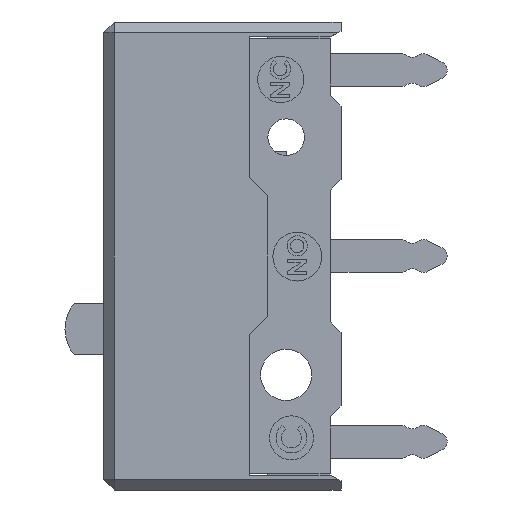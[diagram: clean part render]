
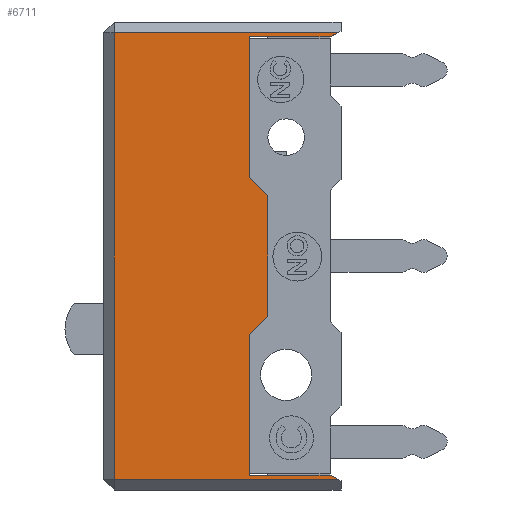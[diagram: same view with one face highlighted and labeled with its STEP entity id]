
A CAD part, left-side view. The second image highlights one B-rep face of the part: STEP entity #6711.
In plain terms, the highlighted planar face has unit normal (-1, 0, 0).
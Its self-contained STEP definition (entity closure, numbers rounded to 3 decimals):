
#252 = PLANE ( 'NONE',  #3465 ) ;
#269 = DIRECTION ( 'NONE',  ( 0., 0.894, 0.447 ) ) ;
#321 = VERTEX_POINT ( 'NONE', #8691 ) ;
#350 = CARTESIAN_POINT ( 'NONE',  ( -2.9, 0.1, -6.1 ) ) ;
#360 = CARTESIAN_POINT ( 'NONE',  ( -2.9, 2.5, 2.15 ) ) ;
#410 = LINE ( 'NONE', #5117, #8491 ) ;
#432 = DIRECTION ( 'NONE',  ( 0., 0., 1. ) ) ;
#455 = ORIENTED_EDGE ( 'NONE', *, *, #467, .T. ) ;
#467 = EDGE_CURVE ( 'NONE', #1306, #5200, #410, .T. ) ;
#527 = VECTOR ( 'NONE', #2234, 1000. ) ;
#530 = VERTEX_POINT ( 'NONE', #6161 ) ;
#870 = ORIENTED_EDGE ( 'NONE', *, *, #3536, .T. ) ;
#1095 = VERTEX_POINT ( 'NONE', #6501 ) ;
#1176 = DIRECTION ( 'NONE',  ( 1., 0., 0. ) ) ;
#1207 = VERTEX_POINT ( 'NONE', #3247 ) ;
#1306 = VERTEX_POINT ( 'NONE', #11616 ) ;
#1712 = DIRECTION ( 'NONE',  ( 0., -0.894, 0.447 ) ) ;
#2069 = DIRECTION ( 'NONE',  ( 0., -1., 0. ) ) ;
#2234 = DIRECTION ( 'NONE',  ( 0., 1., 0. ) ) ;
#2336 = EDGE_CURVE ( 'NONE', #1095, #4662, #2524, .T. ) ;
#2409 = CARTESIAN_POINT ( 'NONE',  ( -2.9, 2.5, -2.15 ) ) ;
#2511 = LINE ( 'NONE', #7081, #9614 ) ;
#2524 = LINE ( 'NONE', #9174, #7181 ) ;
#2610 = VERTEX_POINT ( 'NONE', #5065 ) ;
#2726 = EDGE_CURVE ( 'NONE', #4662, #1207, #2511, .T. ) ;
#2760 = VERTEX_POINT ( 'NONE', #7264 ) ;
#3113 = DIRECTION ( 'NONE',  ( 0., 0.707, 0.707 ) ) ;
#3129 = FACE_OUTER_BOUND ( 'NONE', #9106, .T. ) ;
#3163 = CARTESIAN_POINT ( 'NONE',  ( -2.9, 2., -1.65 ) ) ;
#3247 = CARTESIAN_POINT ( 'NONE',  ( -2.9, 0.1, 6.1 ) ) ;
#3248 = VECTOR ( 'NONE', #11821, 1000. ) ;
#3465 = AXIS2_PLACEMENT_3D ( 'NONE', #11439, #1176, #9904 ) ;
#3489 = ORIENTED_EDGE ( 'NONE', *, *, #11582, .T. ) ;
#3536 = EDGE_CURVE ( 'NONE', #2760, #321, #9772, .T. ) ;
#3541 = CARTESIAN_POINT ( 'NONE',  ( -2.9, 0.3, -6. ) ) ;
#3592 = EDGE_CURVE ( 'NONE', #7088, #2760, #9900, .T. ) ;
#3880 = VERTEX_POINT ( 'NONE', #5789 ) ;
#3943 = LINE ( 'NONE', #9388, #4175 ) ;
#3970 = ORIENTED_EDGE ( 'NONE', *, *, #4776, .T. ) ;
#4070 = VERTEX_POINT ( 'NONE', #350 ) ;
#4124 = VECTOR ( 'NONE', #432, 1000. ) ;
#4175 = VECTOR ( 'NONE', #269, 1000. ) ;
#4357 = DIRECTION ( 'NONE',  ( 0., -0.707, 0.707 ) ) ;
#4662 = VERTEX_POINT ( 'NONE', #9191 ) ;
#4776 = EDGE_CURVE ( 'NONE', #321, #1095, #8687, .T. ) ;
#4972 = LINE ( 'NONE', #8947, #527 ) ;
#5065 = CARTESIAN_POINT ( 'NONE',  ( -2.9, 0.3, -6. ) ) ;
#5117 = CARTESIAN_POINT ( 'NONE',  ( -2.9, 2.5, -6. ) ) ;
#5184 = VECTOR ( 'NONE', #9037, 1000. ) ;
#5200 = VERTEX_POINT ( 'NONE', #9763 ) ;
#5634 = ORIENTED_EDGE ( 'NONE', *, *, #2726, .T. ) ;
#5789 = CARTESIAN_POINT ( 'NONE',  ( -2.9, 6.2, 6.1 ) ) ;
#5928 = EDGE_CURVE ( 'NONE', #530, #4070, #9398, .T. ) ;
#6161 = CARTESIAN_POINT ( 'NONE',  ( -2.9, 6.2, -6.1 ) ) ;
#6178 = VECTOR ( 'NONE', #2069, 1000. ) ;
#6246 = DIRECTION ( 'NONE',  ( 0., -1., 0. ) ) ;
#6360 = EDGE_CURVE ( 'NONE', #1207, #3880, #4972, .T. ) ;
#6457 = ORIENTED_EDGE ( 'NONE', *, *, #6360, .T. ) ;
#6501 = CARTESIAN_POINT ( 'NONE',  ( -2.9, 2.5, 6. ) ) ;
#6711 = ADVANCED_FACE ( 'NONE', ( #3129 ), #252, .F. ) ;
#6828 = CARTESIAN_POINT ( 'NONE',  ( -2.9, 0., -6.1 ) ) ;
#6902 = ORIENTED_EDGE ( 'NONE', *, *, #2336, .T. ) ;
#7081 = CARTESIAN_POINT ( 'NONE',  ( -2.9, 0., 6.15 ) ) ;
#7088 = VERTEX_POINT ( 'NONE', #3163 ) ;
#7181 = VECTOR ( 'NONE', #6246, 1000. ) ;
#7264 = CARTESIAN_POINT ( 'NONE',  ( -2.9, 2., 1.65 ) ) ;
#7362 = EDGE_CURVE ( 'NONE', #4070, #2610, #3943, .T. ) ;
#7845 = ORIENTED_EDGE ( 'NONE', *, *, #7362, .T. ) ;
#7858 = ORIENTED_EDGE ( 'NONE', *, *, #5928, .T. ) ;
#7976 = LINE ( 'NONE', #10730, #3248 ) ;
#7995 = DIRECTION ( 'NONE',  ( 0., 0., 1. ) ) ;
#8491 = VECTOR ( 'NONE', #7995, 1000. ) ;
#8584 = ORIENTED_EDGE ( 'NONE', *, *, #11325, .T. ) ;
#8687 = LINE ( 'NONE', #10472, #4124 ) ;
#8691 = CARTESIAN_POINT ( 'NONE',  ( -2.9, 2.5, 2.15 ) ) ;
#8790 = DIRECTION ( 'NONE',  ( 0., 0., 1. ) ) ;
#8849 = CARTESIAN_POINT ( 'NONE',  ( -2.9, 2., 1.65 ) ) ;
#8947 = CARTESIAN_POINT ( 'NONE',  ( -2.9, 0., 6.1 ) ) ;
#9037 = DIRECTION ( 'NONE',  ( 0., 1., 0. ) ) ;
#9106 = EDGE_LOOP ( 'NONE', ( #6902, #5634, #6457, #3489, #7858, #7845, #8584, #455, #9973, #10476, #870, #3970 ) ) ;
#9174 = CARTESIAN_POINT ( 'NONE',  ( -2.9, 0.3, 6. ) ) ;
#9191 = CARTESIAN_POINT ( 'NONE',  ( -2.9, 0.3, 6. ) ) ;
#9355 = EDGE_CURVE ( 'NONE', #5200, #7088, #9930, .T. ) ;
#9388 = CARTESIAN_POINT ( 'NONE',  ( -2.9, 0., -6.15 ) ) ;
#9398 = LINE ( 'NONE', #6828, #6178 ) ;
#9614 = VECTOR ( 'NONE', #1712, 1000. ) ;
#9763 = CARTESIAN_POINT ( 'NONE',  ( -2.9, 2.5, -2.15 ) ) ;
#9772 = LINE ( 'NONE', #360, #9995 ) ;
#9900 = LINE ( 'NONE', #8849, #11738 ) ;
#9904 = DIRECTION ( 'NONE',  ( 0., 0., -1. ) ) ;
#9930 = LINE ( 'NONE', #2409, #12026 ) ;
#9973 = ORIENTED_EDGE ( 'NONE', *, *, #9355, .T. ) ;
#9995 = VECTOR ( 'NONE', #3113, 1000. ) ;
#10023 = LINE ( 'NONE', #3541, #5184 ) ;
#10472 = CARTESIAN_POINT ( 'NONE',  ( -2.9, 2.5, 6. ) ) ;
#10476 = ORIENTED_EDGE ( 'NONE', *, *, #3592, .T. ) ;
#10730 = CARTESIAN_POINT ( 'NONE',  ( -2.9, 6.2, 0. ) ) ;
#11325 = EDGE_CURVE ( 'NONE', #2610, #1306, #10023, .T. ) ;
#11439 = CARTESIAN_POINT ( 'NONE',  ( -2.9, 0., 0. ) ) ;
#11582 = EDGE_CURVE ( 'NONE', #3880, #530, #7976, .T. ) ;
#11616 = CARTESIAN_POINT ( 'NONE',  ( -2.9, 2.5, -6. ) ) ;
#11738 = VECTOR ( 'NONE', #8790, 1000. ) ;
#11821 = DIRECTION ( 'NONE',  ( 0., 0., -1. ) ) ;
#12026 = VECTOR ( 'NONE', #4357, 1000. ) ;
